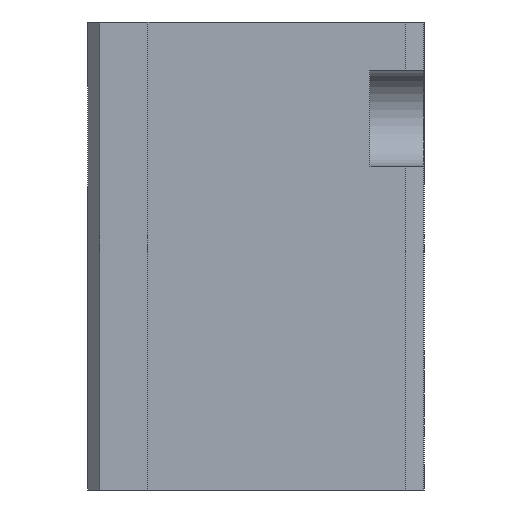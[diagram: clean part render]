
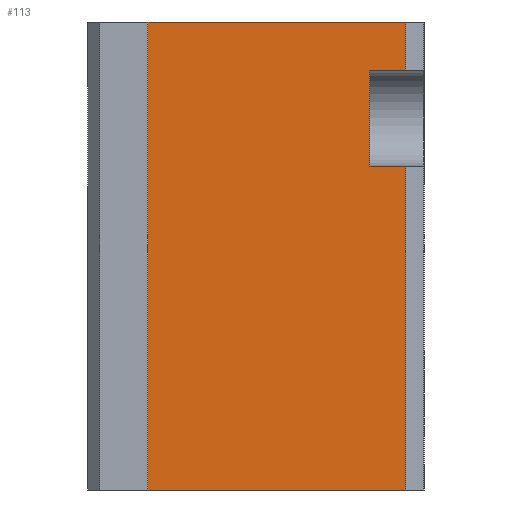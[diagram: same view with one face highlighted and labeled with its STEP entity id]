
A CAD part, left-side view. The second image highlights one B-rep face of the part: STEP entity #113.
In plain terms, the highlighted planar face has unit normal (-1, 0, 0).
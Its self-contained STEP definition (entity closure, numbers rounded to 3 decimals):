
#113 = ADVANCED_FACE( '', ( #215 ), #216, .T. );
#215 = FACE_OUTER_BOUND( '', #339, .T. );
#216 = PLANE( '', #340 );
#339 = EDGE_LOOP( '', ( #658, #659, #660, #661, #662, #663, #664, #665 ) );
#340 = AXIS2_PLACEMENT_3D( '', #666, #667, #668 );
#658 = ORIENTED_EDGE( '', *, *, #923, .T. );
#659 = ORIENTED_EDGE( '', *, *, #918, .T. );
#660 = ORIENTED_EDGE( '', *, *, #903, .T. );
#661 = ORIENTED_EDGE( '', *, *, #929, .T. );
#662 = ORIENTED_EDGE( '', *, *, #930, .T. );
#663 = ORIENTED_EDGE( '', *, *, #931, .F. );
#664 = ORIENTED_EDGE( '', *, *, #932, .T. );
#665 = ORIENTED_EDGE( '', *, *, #933, .T. );
#666 = CARTESIAN_POINT( '', ( -20.5, 1.5, 0. ) );
#667 = DIRECTION( '', ( -1., 0., 0. ) );
#668 = DIRECTION( '', ( 0., -1., 0. ) );
#903 = EDGE_CURVE( '', #1091, #1092, #1093, .T. );
#918 = EDGE_CURVE( '', #1119, #1091, #1120, .T. );
#923 = EDGE_CURVE( '', #1127, #1119, #1128, .T. );
#929 = EDGE_CURVE( '', #1092, #1137, #1138, .T. );
#930 = EDGE_CURVE( '', #1137, #1139, #1140, .T. );
#931 = EDGE_CURVE( '', #1141, #1139, #1142, .T. );
#932 = EDGE_CURVE( '', #1141, #1143, #1144, .T. );
#933 = EDGE_CURVE( '', #1143, #1127, #1145, .T. );
#1091 = VERTEX_POINT( '', #1500 );
#1092 = VERTEX_POINT( '', #1501 );
#1093 = LINE( '', #1502, #1503 );
#1119 = VERTEX_POINT( '', #1541 );
#1120 = LINE( '', #1542, #1543 );
#1127 = VERTEX_POINT( '', #1552 );
#1128 = LINE( '', #1553, #1554 );
#1137 = VERTEX_POINT( '', #1568 );
#1138 = LINE( '', #1569, #1570 );
#1139 = VERTEX_POINT( '', #1571 );
#1140 = LINE( '', #1572, #1573 );
#1141 = VERTEX_POINT( '', #1574 );
#1142 = LINE( '', #1575, #1576 );
#1143 = VERTEX_POINT( '', #1577 );
#1144 = LINE( '', #1578, #1579 );
#1145 = LINE( '', #1580, #1581 );
#1500 = CARTESIAN_POINT( '', ( -20.5, 4.5, 35. ) );
#1501 = CARTESIAN_POINT( '', ( -20.5, 1.5, 35. ) );
#1502 = CARTESIAN_POINT( '', ( -20.5, 3., 35. ) );
#1503 = VECTOR( '', #1829, 1. );
#1541 = CARTESIAN_POINT( '', ( -20.5, 4.5, 27. ) );
#1542 = CARTESIAN_POINT( '', ( -20.5, 4.5, 0. ) );
#1543 = VECTOR( '', #1848, 1. );
#1552 = CARTESIAN_POINT( '', ( -20.5, 1.5, 27. ) );
#1553 = CARTESIAN_POINT( '', ( -20.5, 3., 27. ) );
#1554 = VECTOR( '', #1857, 1. );
#1568 = CARTESIAN_POINT( '', ( -20.5, 1.5, 39. ) );
#1569 = CARTESIAN_POINT( '', ( -20.5, 1.5, 0. ) );
#1570 = VECTOR( '', #1863, 1. );
#1571 = CARTESIAN_POINT( '', ( -20.5, 23., 39. ) );
#1572 = CARTESIAN_POINT( '', ( -20.5, 23., 39. ) );
#1573 = VECTOR( '', #1864, 1. );
#1574 = CARTESIAN_POINT( '', ( -20.5, 23., 0. ) );
#1575 = CARTESIAN_POINT( '', ( -20.5, 23., 0. ) );
#1576 = VECTOR( '', #1865, 1. );
#1577 = CARTESIAN_POINT( '', ( -20.5, 1.5, 0. ) );
#1578 = CARTESIAN_POINT( '', ( -20.5, 23., 0. ) );
#1579 = VECTOR( '', #1866, 1. );
#1580 = CARTESIAN_POINT( '', ( -20.5, 1.5, 0. ) );
#1581 = VECTOR( '', #1867, 1. );
#1829 = DIRECTION( '', ( 0., -1., 0. ) );
#1848 = DIRECTION( '', ( 0., 0., 1. ) );
#1857 = DIRECTION( '', ( 0., 1., 0. ) );
#1863 = DIRECTION( '', ( 0., 0., 1. ) );
#1864 = DIRECTION( '', ( 0., 1., 0. ) );
#1865 = DIRECTION( '', ( 0., 0., 1. ) );
#1866 = DIRECTION( '', ( 0., -1., 0. ) );
#1867 = DIRECTION( '', ( 0., 0., 1. ) );
